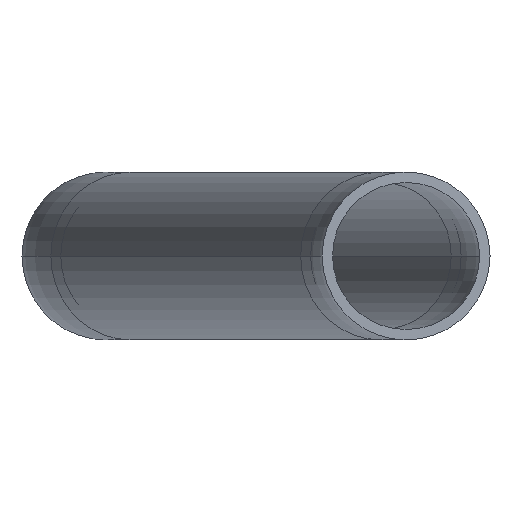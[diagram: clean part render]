
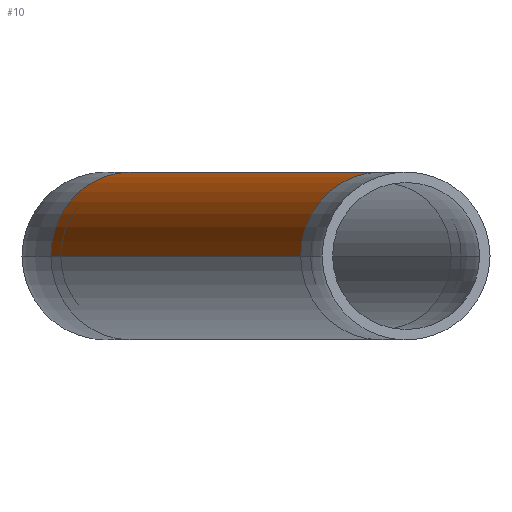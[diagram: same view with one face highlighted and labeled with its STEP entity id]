
A CAD part, left-side view. The second image highlights one B-rep face of the part: STEP entity #10.
In plain terms, the highlighted cylindrical face has radius 44.45 mm (diameter 88.9 mm), a partial arc.
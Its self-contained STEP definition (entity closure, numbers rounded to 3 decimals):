
#10 = ADVANCED_FACE ( 'NONE', ( #642 ), #592, .T. ) ;
#13 = DIRECTION ( 'NONE',  ( 0.956, 0.292, 0. ) ) ;
#31 = CARTESIAN_POINT ( 'NONE',  ( 863.479, 188.181, 0. ) ) ;
#64 = CARTESIAN_POINT ( 'NONE',  ( 863.479, 188.181, 0. ) ) ;
#81 = EDGE_CURVE ( 'NONE', #322, #206, #411, .T. ) ;
#85 = LINE ( 'NONE', #684, #172 ) ;
#107 = CARTESIAN_POINT ( 'NONE',  ( 876.475, 145.673, 0. ) ) ;
#120 = DIRECTION ( 'NONE',  ( -0.292, 0.956, 0. ) ) ;
#172 = VECTOR ( 'NONE', #519, 1000. ) ;
#191 = VERTEX_POINT ( 'NONE', #580 ) ;
#206 = VERTEX_POINT ( 'NONE', #312 ) ;
#288 = DIRECTION ( 'NONE',  ( -0.956, -0.292, 0. ) ) ;
#298 = ORIENTED_EDGE ( 'NONE', *, *, #400, .T. ) ;
#312 = CARTESIAN_POINT ( 'NONE',  ( 889.471, 103.165, 0. ) ) ;
#320 = EDGE_CURVE ( 'NONE', #206, #366, #85, .T. ) ;
#322 = VERTEX_POINT ( 'NONE', #31 ) ;
#353 = AXIS2_PLACEMENT_3D ( 'NONE', #107, #535, #541 ) ;
#359 = ORIENTED_EDGE ( 'NONE', *, *, #320, .F. ) ;
#366 = VERTEX_POINT ( 'NONE', #647 ) ;
#400 = EDGE_CURVE ( 'NONE', #191, #366, #520, .T. ) ;
#406 = DIRECTION ( 'NONE',  ( -0.292, 0.956, 0. ) ) ;
#411 = CIRCLE ( 'NONE', #477, 44.45 ) ;
#443 = AXIS2_PLACEMENT_3D ( 'NONE', #496, #489, #120 ) ;
#450 = EDGE_LOOP ( 'NONE', ( #666, #556, #298, #359 ) ) ;
#477 = AXIS2_PLACEMENT_3D ( 'NONE', #620, #13, #406 ) ;
#489 = DIRECTION ( 'NONE',  ( 0.956, 0.292, 0. ) ) ;
#496 = CARTESIAN_POINT ( 'NONE',  ( 443.591, 13.327, 0. ) ) ;
#508 = EDGE_CURVE ( 'NONE', #322, #191, #551, .T. ) ;
#519 = DIRECTION ( 'NONE',  ( -0.956, -0.292, 0. ) ) ;
#520 = CIRCLE ( 'NONE', #443, 44.45 ) ;
#535 = DIRECTION ( 'NONE',  ( -0.956, -0.292, 0. ) ) ;
#541 = DIRECTION ( 'NONE',  ( 0.292, -0.956, 0. ) ) ;
#551 = LINE ( 'NONE', #64, #671 ) ;
#556 = ORIENTED_EDGE ( 'NONE', *, *, #508, .T. ) ;
#580 = CARTESIAN_POINT ( 'NONE',  ( 430.595, 55.835, 0. ) ) ;
#592 = CYLINDRICAL_SURFACE ( 'NONE', #353, 44.45 ) ;
#620 = CARTESIAN_POINT ( 'NONE',  ( 876.475, 145.673, 0. ) ) ;
#642 = FACE_OUTER_BOUND ( 'NONE', #450, .T. ) ;
#647 = CARTESIAN_POINT ( 'NONE',  ( 456.587, -29.181, 0. ) ) ;
#666 = ORIENTED_EDGE ( 'NONE', *, *, #81, .F. ) ;
#671 = VECTOR ( 'NONE', #288, 1000. ) ;
#684 = CARTESIAN_POINT ( 'NONE',  ( 889.471, 103.165, 0. ) ) ;
